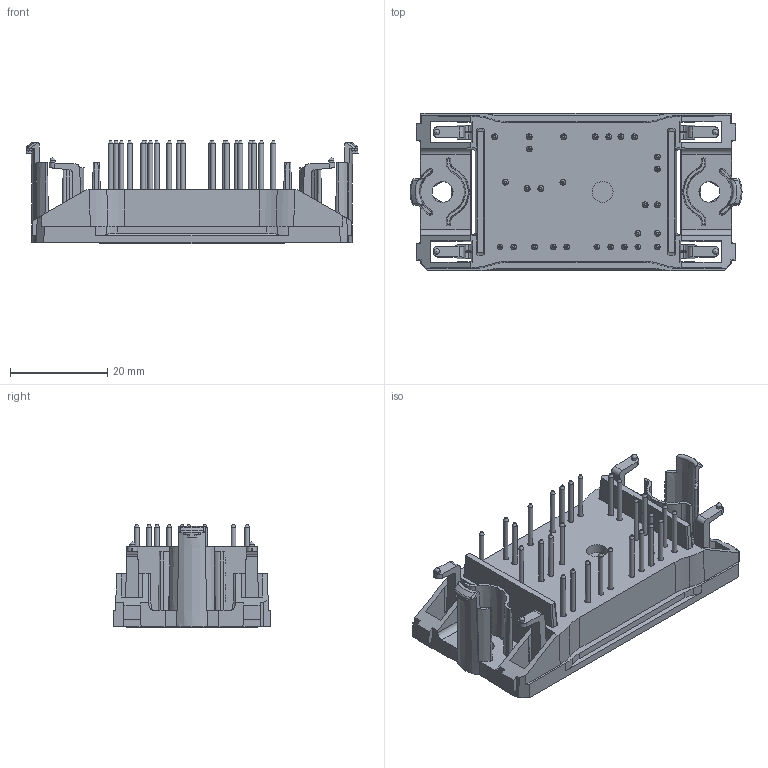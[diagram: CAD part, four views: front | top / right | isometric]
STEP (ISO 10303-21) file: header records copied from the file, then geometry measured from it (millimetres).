
FILE_DESCRIPTION(/* description */ ('Unknown'),/* implementation_level */ '2;1');
FILE_NAME(/* name */ 'Flow0-2C17W-P980(280)-01-OL',/* time_stamp */ '2016-06-07T16:31:18+02:00',/* author */ ('Unknown'),/* organization */ ('Unknown'),/* preprocessor_version */ 'ST-DEVELOPER v16',/* originating_system */ 'DEX',/* authorisation */ $);
FILE_SCHEMA (('AUTOMOTIVE_DESIGN {1 0 10303 214 3 1 1}'));
Length unit declared in the file: millimetre
Products named in the file (1): Part1
Bounding box: 68.4 x 32.5 x 21.28 mm (x, y, z)
Volume: 17551.5 mm3; surface area: 11446.3 mm2
Topology: 1 solids, 1 shells, 962 faces, 2443 edges, 1606 vertices
Faces by surface type: plane 719, cylinder 141, cone 90, sphere 4, torus 4, bspline 4
Full cylindrical faces by diameter (mm): 1 x28, 1.1 x4, 1.2 x28, 4.3 x1
Entity records: 34722 total; most frequent: CARTESIAN_POINT 5281, DIRECTION 4576, ORIENTED_EDGE 4508, EDGE_CURVE 2254, LINE 1754, VECTOR 1754, VERTEX_POINT 1542, AXIS2_PLACEMENT_3D 1411
